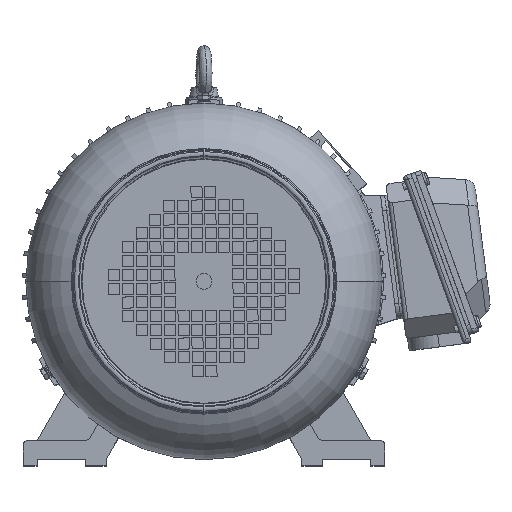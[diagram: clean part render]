
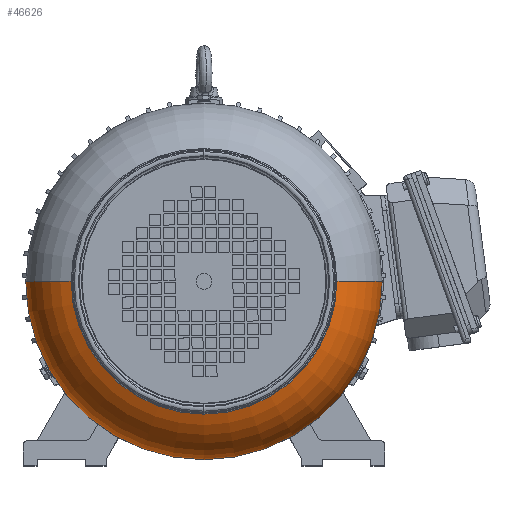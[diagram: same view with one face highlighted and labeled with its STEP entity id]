
A CAD part, top view. The second image highlights one B-rep face of the part: STEP entity #46626.
In plain terms, the highlighted toroidal (fillet/blend) face has major radius 78 mm and minor radius 51.2 mm.
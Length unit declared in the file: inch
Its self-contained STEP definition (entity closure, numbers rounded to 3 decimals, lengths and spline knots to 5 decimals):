
#1199 = TOROIDAL_SURFACE ( 'NONE', #26847, 3.07087, 2.01575 ) ;
#1340 = DIRECTION ( 'NONE',  ( -1., 0., 0. ) ) ;
#2262 = VERTEX_POINT ( 'NONE', #9340 ) ;
#2764 = EDGE_LOOP ( 'NONE', ( #46733, #64202, #55269, #8029, #3144 ) ) ;
#3144 = ORIENTED_EDGE ( 'NONE', *, *, #65895, .F. ) ;
#3249 = DIRECTION ( 'NONE',  ( 0., 0., -1. ) ) ;
#4611 = CARTESIAN_POINT ( 'NONE',  ( -2.48345, 0.92337, 8.86897 ) ) ;
#5085 = EDGE_CURVE ( 'NONE', #2262, #17721, #46702, .T. ) ;
#8029 = ORIENTED_EDGE ( 'NONE', *, *, #5085, .T. ) ;
#9340 = CARTESIAN_POINT ( 'NONE',  ( -6.27539, 0.92337, 8.86897 ) ) ;
#10593 = DIRECTION ( 'NONE',  ( 0., 0., -1. ) ) ;
#10677 = DIRECTION ( 'NONE',  ( 0., 0., -1. ) ) ;
#11028 = CARTESIAN_POINT ( 'NONE',  ( -2.48345, 0.92337, 6.98661 ) ) ;
#12445 = VERTEX_POINT ( 'NONE', #16516 ) ;
#16343 = DIRECTION ( 'NONE',  ( -1., 0., 0. ) ) ;
#16516 = CARTESIAN_POINT ( 'NONE',  ( 1.3085, 0.92337, 8.86897 ) ) ;
#17721 = VERTEX_POINT ( 'NONE', #61446 ) ;
#19965 = DIRECTION ( 'NONE',  ( 0., 0., -1. ) ) ;
#26847 = AXIS2_PLACEMENT_3D ( 'NONE', #11028, #46753, #16343 ) ;
#30440 = CARTESIAN_POINT ( 'NONE',  ( -5.55431, 0.92337, 6.98661 ) ) ;
#30977 = CIRCLE ( 'NONE', #31925, 3.79194 ) ;
#31070 = AXIS2_PLACEMENT_3D ( 'NONE', #64241, #3249, #54621 ) ;
#31339 = AXIS2_PLACEMENT_3D ( 'NONE', #62750, #52454, #1340 ) ;
#31925 = AXIS2_PLACEMENT_3D ( 'NONE', #4611, #19965, #55760 ) ;
#33560 = EDGE_CURVE ( 'NONE', #12445, #47833, #30977, .T. ) ;
#33928 = EDGE_CURVE ( 'NONE', #47833, #2262, #65240, .T. ) ;
#35695 = CARTESIAN_POINT ( 'NONE',  ( 2.60317, 0.92337, 6.98661 ) ) ;
#36405 = AXIS2_PLACEMENT_3D ( 'NONE', #30440, #61414, #10677 ) ;
#39037 = EDGE_CURVE ( 'NONE', #12445, #42352, #46599, .T. ) ;
#40319 = CARTESIAN_POINT ( 'NONE',  ( -2.48345, 0.92337, 6.98661 ) ) ;
#40778 = DIRECTION ( 'NONE',  ( -1., 0., 0. ) ) ;
#42352 = VERTEX_POINT ( 'NONE', #35695 ) ;
#42489 = FACE_OUTER_BOUND ( 'NONE', #2764, .T. ) ;
#45232 = CARTESIAN_POINT ( 'NONE',  ( -2.48345, -2.86857, 8.86897 ) ) ;
#46599 = CIRCLE ( 'NONE', #31339, 2.01575 ) ;
#46626 = ADVANCED_FACE ( 'NONE', ( #42489 ), #1199, .T. ) ;
#46702 = CIRCLE ( 'NONE', #36405, 2.01575 ) ;
#46733 = ORIENTED_EDGE ( 'NONE', *, *, #39037, .F. ) ;
#46753 = DIRECTION ( 'NONE',  ( 0., 0., -1. ) ) ;
#47291 = AXIS2_PLACEMENT_3D ( 'NONE', #40319, #10593, #40778 ) ;
#47833 = VERTEX_POINT ( 'NONE', #45232 ) ;
#52454 = DIRECTION ( 'NONE',  ( 0., 1., 0. ) ) ;
#54621 = DIRECTION ( 'NONE',  ( -1., 0., 0. ) ) ;
#54896 = CIRCLE ( 'NONE', #47291, 5.08661 ) ;
#55269 = ORIENTED_EDGE ( 'NONE', *, *, #33928, .T. ) ;
#55760 = DIRECTION ( 'NONE',  ( -1., 0., 0. ) ) ;
#61414 = DIRECTION ( 'NONE',  ( 0., -1., 0. ) ) ;
#61446 = CARTESIAN_POINT ( 'NONE',  ( -7.57006, 0.92337, 6.98661 ) ) ;
#62750 = CARTESIAN_POINT ( 'NONE',  ( 0.58742, 0.92337, 6.98661 ) ) ;
#64202 = ORIENTED_EDGE ( 'NONE', *, *, #33560, .T. ) ;
#64241 = CARTESIAN_POINT ( 'NONE',  ( -2.48345, 0.92337, 8.86897 ) ) ;
#65240 = CIRCLE ( 'NONE', #31070, 3.79194 ) ;
#65895 = EDGE_CURVE ( 'NONE', #42352, #17721, #54896, .T. ) ;
